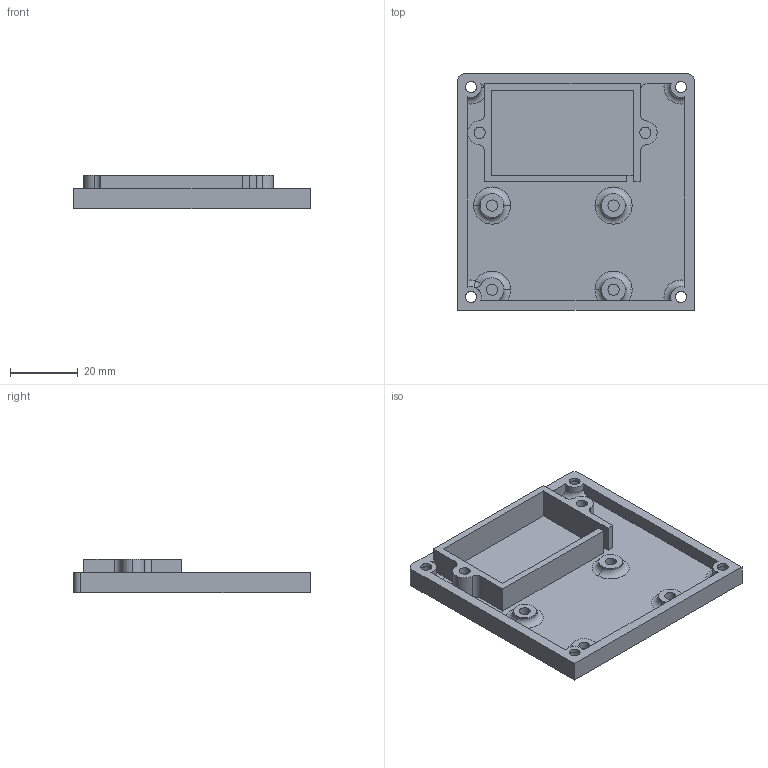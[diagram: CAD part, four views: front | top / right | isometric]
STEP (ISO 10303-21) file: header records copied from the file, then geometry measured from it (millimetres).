
FILE_DESCRIPTION (( 'STEP AP203' ), '1' );
FILE_NAME ('菁啣.STEP', '2024-04-03T08:05:32', ( '' ), ( '' ), 'SwSTEP 2.0', 'SolidWorks 2023', '' );
FILE_SCHEMA (( 'CONFIG_CONTROL_DESIGN' ));
Length unit declared in the file: millimetre
Products named in the file (1): 底板
Bounding box: 70 x 70 x 10 mm (x, y, z)
Volume: 14795.2 mm3; surface area: 15197.8 mm2
Topology: 1 solids, 1 shells, 115 faces, 286 edges, 181 vertices
Faces by surface type: cylinder 54, plane 38, torus 14, cone 8, sphere 1
Entity records: 3659 total; most frequent: CARTESIAN_POINT 736, DIRECTION 638, ORIENTED_EDGE 570, EDGE_CURVE 285, AXIS2_PLACEMENT_3D 249, VERTEX_POINT 181, LINE 140, VECTOR 140
